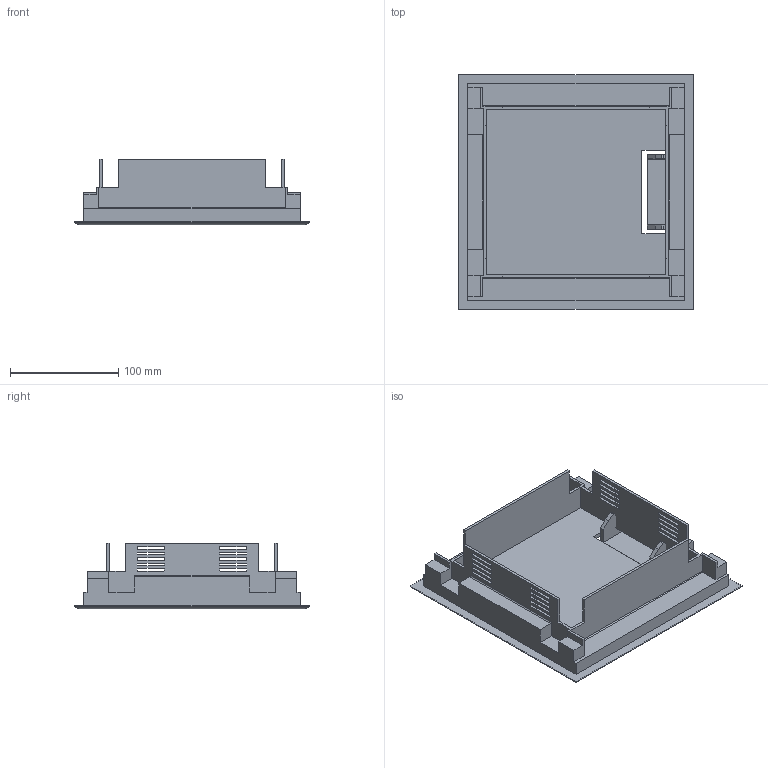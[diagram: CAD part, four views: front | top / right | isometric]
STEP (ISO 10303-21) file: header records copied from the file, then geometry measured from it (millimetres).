
FILE_DESCRIPTION (( 'STEP AP214' ), '1' );
FILE_NAME ('7405196_KSTP1.stp', '2016-10-11T13:43:36', ( '' ), ( '' ), 'SwSTEP 2.0', 'SolidWorks 2016', '' );
FILE_SCHEMA (( 'AUTOMOTIVE_DESIGN' ));
Length unit declared in the file: millimetre
Products named in the file (5): 7405196_KSTP1; 30712A_Standard; P_42846A_1_Standard; 42305B_Standard; 42261A_Standard
Assembly tree (4 placements, depth 3):
  7405196_KSTP1
    42261A_Standard
    42305B_Standard
    30712A_Standard
      P_42846A_1_Standard
Bounding box: 217 x 217 x 61 mm (x, y, z)
Volume: 374673.2 mm3; surface area: 197136.2 mm2
Topology: 3 solids, 3 shells, 275 faces, 800 edges, 532 vertices
Faces by surface type: plane 185, cylinder 90
Entity records: 9318 total; most frequent: CARTESIAN_POINT 1627, ORIENTED_EDGE 1600, DIRECTION 1534, EDGE_CURVE 800, LINE 624, VECTOR 624, VERTEX_POINT 532, AXIS2_PLACEMENT_3D 455
